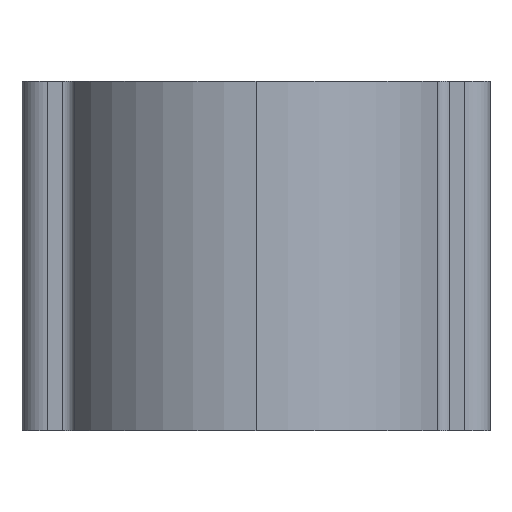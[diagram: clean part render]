
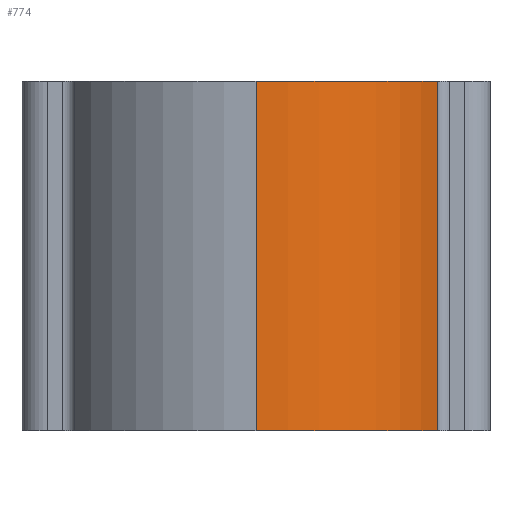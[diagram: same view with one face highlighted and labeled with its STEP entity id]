
A CAD part, left-side view. The second image highlights one B-rep face of the part: STEP entity #774.
In plain terms, the highlighted cylindrical face has radius 3.008 mm (diameter 6.016 mm), a partial arc.
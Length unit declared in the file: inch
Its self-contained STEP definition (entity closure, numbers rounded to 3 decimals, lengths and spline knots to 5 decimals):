
#69 = DIRECTION ( 'NONE',  ( 0., 0., 1. ) ) ;
#161 = VERTEX_POINT ( 'NONE', #823 ) ;
#172 = EDGE_LOOP ( 'NONE', ( #1170, #1267, #602, #341 ) ) ;
#177 = LINE ( 'NONE', #300, #903 ) ;
#199 = EDGE_CURVE ( 'NONE', #287, #161, #753, .T. ) ;
#219 = VECTOR ( 'NONE', #917, 39.37008 ) ;
#287 = VERTEX_POINT ( 'NONE', #1013 ) ;
#300 = CARTESIAN_POINT ( 'NONE',  ( -0.11843, 0., 0.10156 ) ) ;
#341 = ORIENTED_EDGE ( 'NONE', *, *, #940, .T. ) ;
#369 = AXIS2_PLACEMENT_3D ( 'NONE', #601, #1253, #689 ) ;
#374 = CARTESIAN_POINT ( 'NONE',  ( 0., 0., 0.10156 ) ) ;
#379 = CYLINDRICAL_SURFACE ( 'NONE', #1178, 0.11843 ) ;
#415 = FACE_OUTER_BOUND ( 'NONE', #172, .T. ) ;
#539 = VERTEX_POINT ( 'NONE', #1243 ) ;
#566 = EDGE_CURVE ( 'NONE', #539, #287, #177, .T. ) ;
#594 = DIRECTION ( 'NONE',  ( 0., 0., -1. ) ) ;
#601 = CARTESIAN_POINT ( 'NONE',  ( 0., 0., 0.10156 ) ) ;
#602 = ORIENTED_EDGE ( 'NONE', *, *, #199, .T. ) ;
#671 = CARTESIAN_POINT ( 'NONE',  ( 0., 0., -0.10156 ) ) ;
#689 = DIRECTION ( 'NONE',  ( 1., 0., 0. ) ) ;
#723 = CARTESIAN_POINT ( 'NONE',  ( -0.05363, -0.10559, 0.10156 ) ) ;
#742 = LINE ( 'NONE', #723, #219 ) ;
#753 = CIRCLE ( 'NONE', #920, 0.11843 ) ;
#768 = DIRECTION ( 'NONE',  ( 1., 0., 0. ) ) ;
#774 = ADVANCED_FACE ( 'NONE', ( #415 ), #379, .T. ) ;
#806 = CARTESIAN_POINT ( 'NONE',  ( -0.05363, -0.10559, 0.10156 ) ) ;
#823 = CARTESIAN_POINT ( 'NONE',  ( -0.05363, -0.10559, -0.10156 ) ) ;
#903 = VECTOR ( 'NONE', #594, 39.37008 ) ;
#917 = DIRECTION ( 'NONE',  ( 0., 0., 1. ) ) ;
#920 = AXIS2_PLACEMENT_3D ( 'NONE', #671, #69, #768 ) ;
#940 = EDGE_CURVE ( 'NONE', #161, #1007, #742, .T. ) ;
#1007 = VERTEX_POINT ( 'NONE', #806 ) ;
#1013 = CARTESIAN_POINT ( 'NONE',  ( -0.11843, 0., -0.10156 ) ) ;
#1043 = DIRECTION ( 'NONE',  ( 0., 0., -1. ) ) ;
#1122 = DIRECTION ( 'NONE',  ( -1., 0., 0. ) ) ;
#1170 = ORIENTED_EDGE ( 'NONE', *, *, #1188, .F. ) ;
#1178 = AXIS2_PLACEMENT_3D ( 'NONE', #374, #1043, #1122 ) ;
#1188 = EDGE_CURVE ( 'NONE', #539, #1007, #1211, .T. ) ;
#1211 = CIRCLE ( 'NONE', #369, 0.11843 ) ;
#1243 = CARTESIAN_POINT ( 'NONE',  ( -0.11843, 0., 0.10156 ) ) ;
#1253 = DIRECTION ( 'NONE',  ( 0., 0., 1. ) ) ;
#1267 = ORIENTED_EDGE ( 'NONE', *, *, #566, .T. ) ;
